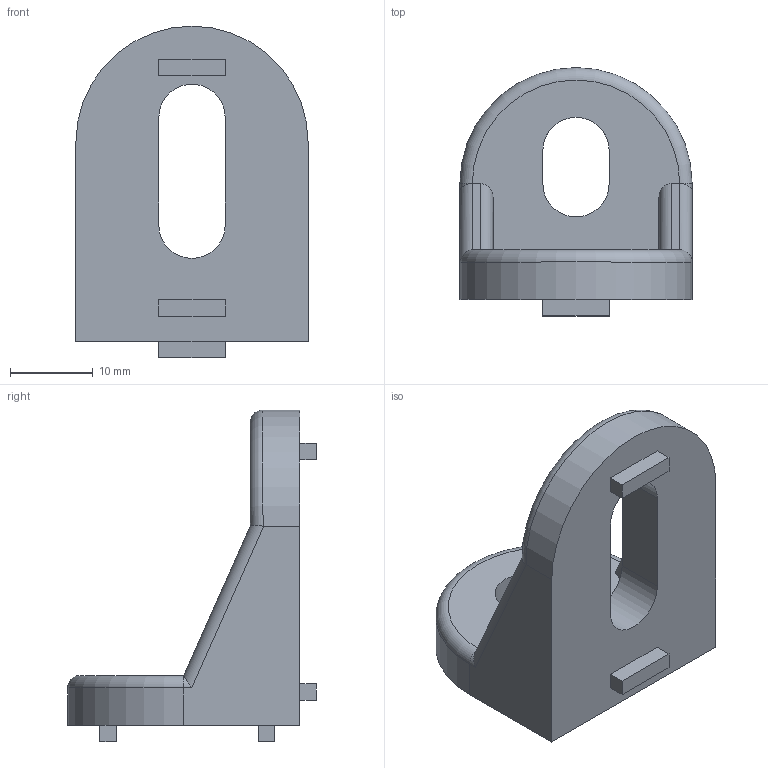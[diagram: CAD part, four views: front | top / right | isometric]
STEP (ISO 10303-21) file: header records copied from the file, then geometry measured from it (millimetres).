
FILE_DESCRIPTION((''),'2;1');
FILE_NAME('AR3418 Kątownik 28-38.stp','2016-04-22T09:58:58',('Konstruktor II'),(''),'Autodesk Inventor 2013','Autodesk Inventor 2013','');
FILE_SCHEMA(('AUTOMOTIVE_DESIGN { 1 0 10303 214 1 1 1 1 }'));
Length unit declared in the file: millimetre
Products named in the file (1): AR3418 Kątownik 28-38
Bounding box: 28 x 30 x 40 mm (x, y, z)
Volume: 8276.7 mm3; surface area: 4260.2 mm2
Topology: 1 solids, 1 shells, 48 faces, 116 edges, 74 vertices
Faces by surface type: plane 34, cylinder 12, torus 2
Entity records: 1424 total; most frequent: CARTESIAN_POINT 248, DIRECTION 236, ORIENTED_EDGE 232, EDGE_CURVE 116, VECTOR 92, LINE 92, VERTEX_POINT 74, AXIS2_PLACEMENT_3D 72
